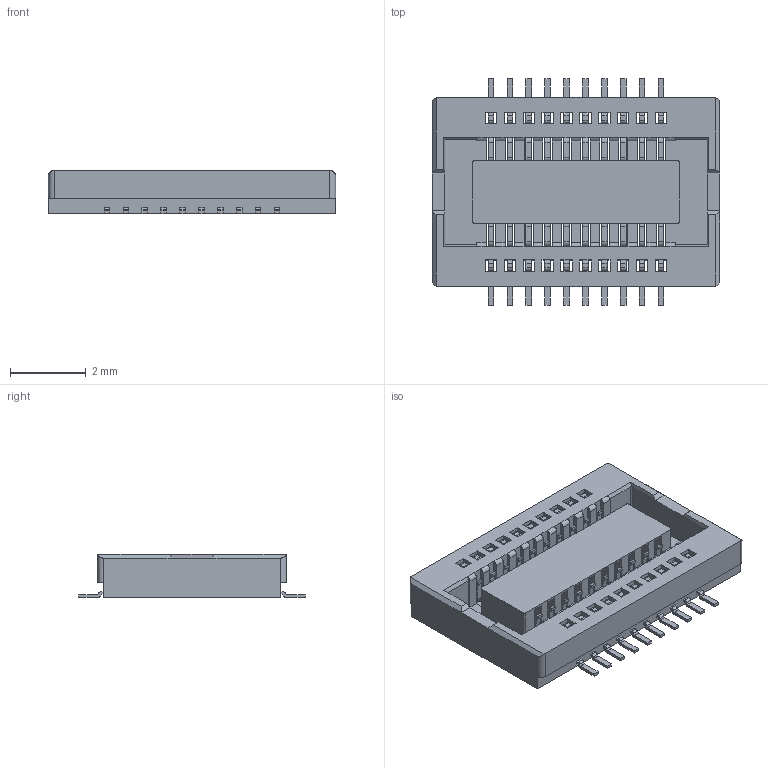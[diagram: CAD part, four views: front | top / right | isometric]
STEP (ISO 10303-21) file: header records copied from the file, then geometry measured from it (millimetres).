
FILE_DESCRIPTION(/* description */ ('model of Molex_SlimStack_54722-0204_2x10_P0.50mm_Vertical'),/* implementation_level */ '2;1');
FILE_NAME(/* name */ 'Molex_SlimStack_54722-0204_2x10_P0.50mm_Vertical.step',/* time_stamp */ '2017-12-04T19:34:04',/* author */ ('Ray Benitez',''),/* organization */ (''),/* preprocessor_version */ '',/* originating_system */ '',/* authorisation */ '');
FILE_SCHEMA(('AUTOMOTIVE_DESIGN { 1 0 10303 214 1 1 1 1 }'));
Length unit declared in the file: millimetre
Products named in the file (1): Molex_54722_0204
Bounding box: 7.6 x 6 x 1.15 mm (x, y, z)
Volume: 29.5 mm3; surface area: 210.8 mm2
Topology: 1 solids, 1 shells, 1248 faces, 3598 edges, 2392 vertices
Faces by surface type: plane 866, cylinder 374, bspline 8
Entity records: 29043 total; most frequent: ORIENTED_EDGE 6538, CARTESIAN_POINT 4947, EDGE_CURVE 3598, LINE 2608, VERTEX_POINT 2392, AXIS2_PLACEMENT_3D 1617, FACE_BOUND 1408, EDGE_LOOP 1408
